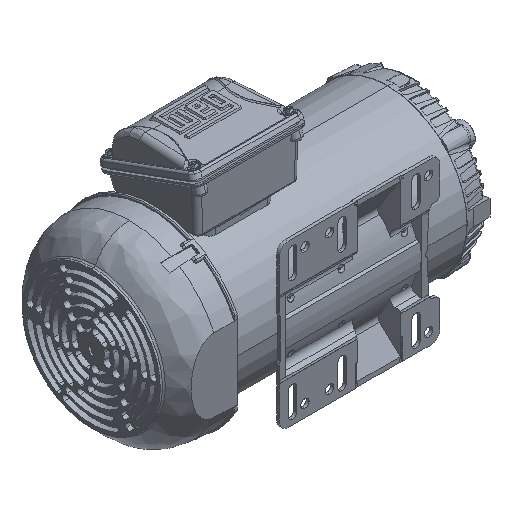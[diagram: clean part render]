
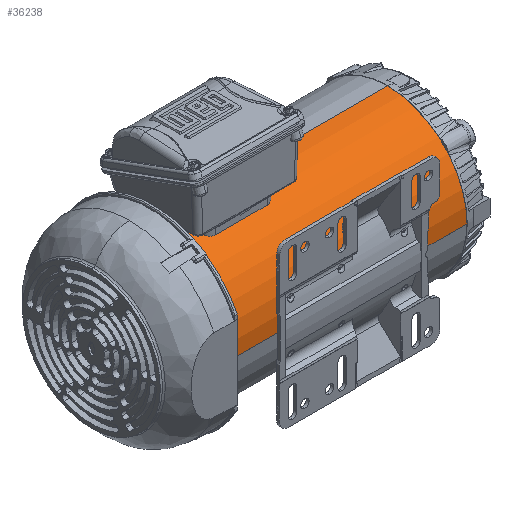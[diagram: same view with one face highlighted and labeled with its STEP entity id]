
A CAD part, isometric view. The second image highlights one B-rep face of the part: STEP entity #36238.
In plain terms, the highlighted cylindrical face has radius 81.875 mm (diameter 163.75 mm), a partial arc.
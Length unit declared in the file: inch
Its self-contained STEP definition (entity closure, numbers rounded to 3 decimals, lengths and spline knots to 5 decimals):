
#4027 = CARTESIAN_POINT ( 'NONE',  ( 4.53191, -0.05221, 3.22171 ) ) ;
#5626 = DIRECTION ( 'NONE',  ( 0., 0., 1. ) ) ;
#6244 = VERTEX_POINT ( 'NONE', #34912 ) ;
#8927 = CARTESIAN_POINT ( 'NONE',  ( -4.91691, -0.05221, -0.00171 ) ) ;
#9531 = DIRECTION ( 'NONE',  ( 1., 0., 0. ) ) ;
#9533 = AXIS2_PLACEMENT_3D ( 'NONE', #44231, #43931, #53836 ) ;
#12311 = CIRCLE ( 'NONE', #37322, 3.22343 ) ;
#12400 = CARTESIAN_POINT ( 'NONE',  ( 26.2904, -3.27564, -0.00115 ) ) ;
#14461 = VECTOR ( 'NONE', #43794, 39.37008 ) ;
#15107 = VERTEX_POINT ( 'NONE', #54347 ) ;
#15325 = VERTEX_POINT ( 'NONE', #4027 ) ;
#15543 = ORIENTED_EDGE ( 'NONE', *, *, #46275, .T. ) ;
#19758 = LINE ( 'NONE', #38158, #43874 ) ;
#22451 = VERTEX_POINT ( 'NONE', #31189 ) ;
#25527 = CYLINDRICAL_SURFACE ( 'NONE', #9533, 3.22343 ) ;
#27371 = EDGE_CURVE ( 'NONE', #6244, #22451, #12311, .T. ) ;
#29165 = CARTESIAN_POINT ( 'NONE',  ( 4.53191, -0.05221, -0.00171 ) ) ;
#31189 = CARTESIAN_POINT ( 'NONE',  ( -4.91691, -3.27564, -0.00115 ) ) ;
#32513 = EDGE_CURVE ( 'NONE', #22451, #15107, #40144, .T. ) ;
#33706 = EDGE_CURVE ( 'NONE', #15107, #15325, #56908, .T. ) ;
#34912 = CARTESIAN_POINT ( 'NONE',  ( -4.91691, -0.05221, 3.22171 ) ) ;
#36130 = EDGE_LOOP ( 'NONE', ( #38994, #15543, #38200, #53334 ) ) ;
#36238 = ADVANCED_FACE ( 'NONE', ( #45115 ), #25527, .T. ) ;
#37322 = AXIS2_PLACEMENT_3D ( 'NONE', #8927, #9531, #45711 ) ;
#38158 = CARTESIAN_POINT ( 'NONE',  ( 26.2904, -0.05221, 3.22171 ) ) ;
#38200 = ORIENTED_EDGE ( 'NONE', *, *, #27371, .T. ) ;
#38702 = AXIS2_PLACEMENT_3D ( 'NONE', #29165, #51458, #5626 ) ;
#38994 = ORIENTED_EDGE ( 'NONE', *, *, #33706, .T. ) ;
#40144 = LINE ( 'NONE', #12400, #14461 ) ;
#43794 = DIRECTION ( 'NONE',  ( 1., 0., 0. ) ) ;
#43874 = VECTOR ( 'NONE', #47209, 39.37008 ) ;
#43931 = DIRECTION ( 'NONE',  ( -1., 0., 0. ) ) ;
#44231 = CARTESIAN_POINT ( 'NONE',  ( 26.2904, -0.05221, -0.00171 ) ) ;
#45115 = FACE_OUTER_BOUND ( 'NONE', #36130, .T. ) ;
#45711 = DIRECTION ( 'NONE',  ( 0., 0., 1. ) ) ;
#46275 = EDGE_CURVE ( 'NONE', #15325, #6244, #19758, .T. ) ;
#47209 = DIRECTION ( 'NONE',  ( -1., 0., 0. ) ) ;
#51458 = DIRECTION ( 'NONE',  ( -1., 0., 0. ) ) ;
#53334 = ORIENTED_EDGE ( 'NONE', *, *, #32513, .T. ) ;
#53836 = DIRECTION ( 'NONE',  ( 0., 0., 1. ) ) ;
#54347 = CARTESIAN_POINT ( 'NONE',  ( 4.53191, -3.27564, -0.00115 ) ) ;
#56908 = CIRCLE ( 'NONE', #38702, 3.22343 ) ;
